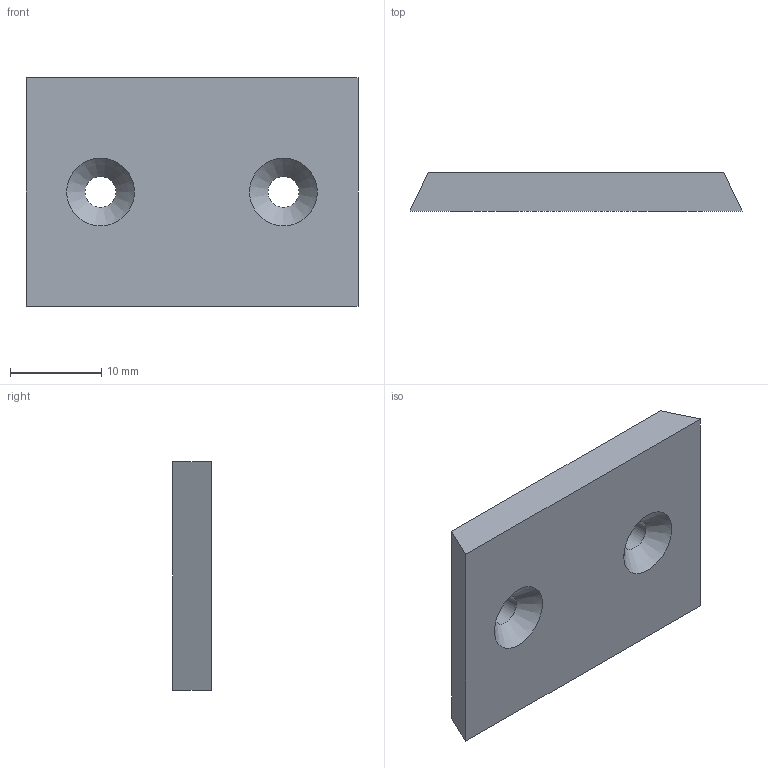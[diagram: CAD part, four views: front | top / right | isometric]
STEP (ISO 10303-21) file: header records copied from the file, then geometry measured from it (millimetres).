
FILE_DESCRIPTION(/* description */ (''),/* implementation_level */ '2;1');
FILE_NAME(/* name */ 'Mount.step',/* time_stamp */ '2024-03-23T21:41:18+09:00',/* author */ (''),/* organization */ (''),/* preprocessor_version */ 'ST-DEVELOPER v20',/* originating_system */ 'Autodesk Translation Framework v12.20.1.177',/* authorisation */ '');
FILE_SCHEMA (('AUTOMOTIVE_DESIGN { 1 0 10303 214 3 1 1 }'));
Length unit declared in the file: millimetre
Products named in the file (1): Mount
Bounding box: 36.3 x 4.2 x 25 mm (x, y, z)
Volume: 3464.8 mm3; surface area: 2274.2 mm2
Topology: 1 solids, 1 shells, 10 faces, 23 edges, 15 vertices
Faces by surface type: plane 6, cone 2, cylinder 2
Full cylindrical faces by diameter (mm): 3.4 x2
Entity records: 327 total; most frequent: DIRECTION 52, CARTESIAN_POINT 49, ORIENTED_EDGE 46, EDGE_CURVE 23, AXIS2_PLACEMENT_3D 18, LINE 16, VECTOR 16, VERTEX_POINT 15
